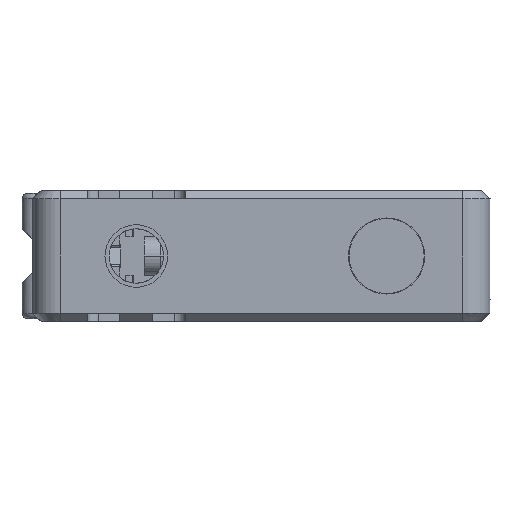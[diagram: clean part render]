
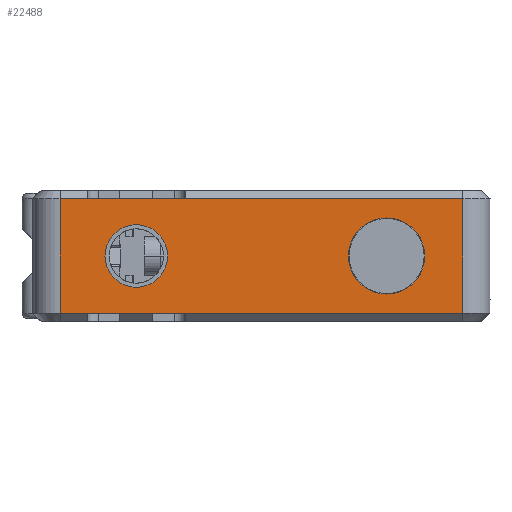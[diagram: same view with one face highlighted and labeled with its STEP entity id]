
A CAD part, left-side view. The second image highlights one B-rep face of the part: STEP entity #22488.
In plain terms, the highlighted planar face has unit normal (-1, 0, 0).
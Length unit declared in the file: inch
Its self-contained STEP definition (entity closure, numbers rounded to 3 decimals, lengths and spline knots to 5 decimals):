
#5935=DIRECTION('',(0.,-1.,0.));
#5936=VECTOR('',#5935,0.09843);
#5937=CARTESIAN_POINT('',(-1.9685,0.72835,
0.20669));
#5938=LINE('',#5937,#5936);
#5939=DIRECTION('',(0.,1.,0.));
#5940=VECTOR('',#5939,0.35433);
#5941=CARTESIAN_POINT('',(-1.9685,0.27559,
0.20669));
#5942=LINE('',#5941,#5940);
#5943=DIRECTION('',(0.,-1.,0.));
#5944=VECTOR('',#5943,1.00394);
#5945=CARTESIAN_POINT('',(-1.9685,0.27559,
0.20669));
#5946=LINE('',#5945,#5944);
#5947=DIRECTION('',(0.,0.,-1.));
#5948=VECTOR('',#5947,0.41339);
#5949=CARTESIAN_POINT('',(-1.9685,-0.72835,
0.20669));
#5950=LINE('',#5949,#5948);
#5951=DIRECTION('',(0.,1.,0.));
#5952=VECTOR('',#5951,1.00394);
#5953=CARTESIAN_POINT('',(-1.9685,-0.72835,
-0.20669));
#5954=LINE('',#5953,#5952);
#5955=DIRECTION('',(0.,1.,0.));
#5956=VECTOR('',#5955,0.35433);
#5957=CARTESIAN_POINT('',(-1.9685,0.27559,
-0.20669));
#5958=LINE('',#5957,#5956);
#5959=DIRECTION('',(0.,1.,0.));
#5960=VECTOR('',#5959,0.09843);
#5961=CARTESIAN_POINT('',(-1.9685,0.62992,
-0.20669));
#5962=LINE('',#5961,#5960);
#5963=DIRECTION('',(0.,0.,-1.));
#5964=VECTOR('',#5963,0.41339);
#5965=CARTESIAN_POINT('',(-1.9685,0.72835,
0.20669));
#5966=LINE('',#5965,#5964);
#5967=CARTESIAN_POINT('',(-1.9685,-0.45276,0.));
#5968=DIRECTION('',(1.,0.,0.));
#5969=DIRECTION('',(0.,1.,0.));
#5970=AXIS2_PLACEMENT_3D('',#5967,#5968,#5969);
#5972=CARTESIAN_POINT('',(-1.9685,-0.45276,0.));
#5973=DIRECTION('',(1.,0.,0.));
#5974=DIRECTION('',(0.,-1.,0.));
#5975=AXIS2_PLACEMENT_3D('',#5972,#5973,#5974);
#5977=CARTESIAN_POINT('',(-1.9685,0.45276,0.));
#5978=DIRECTION('',(1.,0.,0.));
#5979=DIRECTION('',(0.,1.,0.));
#5980=AXIS2_PLACEMENT_3D('',#5977,#5978,#5979);
#5982=CARTESIAN_POINT('',(-1.9685,0.45276,0.));
#5983=DIRECTION('',(1.,0.,0.));
#5984=DIRECTION('',(0.,-1.,0.));
#5985=AXIS2_PLACEMENT_3D('',#5982,#5983,#5984);
#13050=CARTESIAN_POINT('',(-1.9685,-0.31496,0.));
#13051=CARTESIAN_POINT('',(-1.9685,-0.59055,0.));
#13052=VERTEX_POINT('',#13050);
#13053=VERTEX_POINT('',#13051);
#13135=CARTESIAN_POINT('',(-1.9685,0.62992,
0.20669));
#13137=VERTEX_POINT('',#13135);
#13138=CARTESIAN_POINT('',(-1.9685,0.72835,
0.20669));
#13139=VERTEX_POINT('',#13138);
#13160=CARTESIAN_POINT('',(-1.9685,-0.72835,
0.20669));
#13161=VERTEX_POINT('',#13160);
#13162=CARTESIAN_POINT('',(-1.9685,0.27559,
0.20669));
#13164=VERTEX_POINT('',#13162);
#13167=CARTESIAN_POINT('',(-1.9685,0.27559,
-0.20669));
#13169=VERTEX_POINT('',#13167);
#13170=CARTESIAN_POINT('',(-1.9685,-0.72835,
-0.20669));
#13171=VERTEX_POINT('',#13170);
#13192=CARTESIAN_POINT('',(-1.9685,0.72835,
-0.20669));
#13193=VERTEX_POINT('',#13192);
#13194=CARTESIAN_POINT('',(-1.9685,0.62992,
-0.20669));
#13196=VERTEX_POINT('',#13194);
#13404=CARTESIAN_POINT('',(-1.9685,0.56594,0.));
#13405=CARTESIAN_POINT('',(-1.9685,0.33957,0.));
#13406=VERTEX_POINT('',#13404);
#13407=VERTEX_POINT('',#13405);
#22457=CARTESIAN_POINT('',(-1.9685,0.82677,
-0.23622));
#22458=DIRECTION('',(-1.,0.,0.));
#22459=DIRECTION('',(0.,-1.,0.));
#22460=AXIS2_PLACEMENT_3D('',#22457,#22458,#22459);
#22461=PLANE('',#22460);
#22462=ORIENTED_EDGE('',*,*,#22394,.T.);
#22463=ORIENTED_EDGE('',*,*,#22434,.F.);
#22465=ORIENTED_EDGE('',*,*,#22464,.T.);
#22467=ORIENTED_EDGE('',*,*,#22466,.T.);
#22468=ORIENTED_EDGE('',*,*,#22224,.T.);
#22470=ORIENTED_EDGE('',*,*,#22469,.T.);
#22471=ORIENTED_EDGE('',*,*,#22310,.T.);
#22473=ORIENTED_EDGE('',*,*,#22472,.F.);
#22474=EDGE_LOOP('',(#22462,#22463,#22465,#22467,#22468,#22470,#22471,#22473));
#22475=FACE_OUTER_BOUND('',#22474,.F.);
#22477=ORIENTED_EDGE('',*,*,#22476,.F.);
#22479=ORIENTED_EDGE('',*,*,#22478,.F.);
#22480=EDGE_LOOP('',(#22477,#22479));
#22481=FACE_BOUND('',#22480,.F.);
#22483=ORIENTED_EDGE('',*,*,#22482,.F.);
#22485=ORIENTED_EDGE('',*,*,#22484,.F.);
#22486=EDGE_LOOP('',(#22483,#22485));
#22487=FACE_BOUND('',#22486,.F.);
#22488=ADVANCED_FACE('',(#22475,#22481,#22487),#22461,.T.);
#5971=CIRCLE('',#5970,0.1378);
#5976=CIRCLE('',#5975,0.1378);
#5981=CIRCLE('',#5980,0.11319);
#5986=CIRCLE('',#5985,0.11319);
#22224=EDGE_CURVE('',#13171,#13169,#5954,.T.);
#22310=EDGE_CURVE('',#13196,#13193,#5962,.T.);
#22394=EDGE_CURVE('',#13139,#13137,#5938,.T.);
#22434=EDGE_CURVE('',#13164,#13137,#5942,.T.);
#22464=EDGE_CURVE('',#13164,#13161,#5946,.T.);
#22466=EDGE_CURVE('',#13161,#13171,#5950,.T.);
#22469=EDGE_CURVE('',#13169,#13196,#5958,.T.);
#22472=EDGE_CURVE('',#13139,#13193,#5966,.T.);
#22476=EDGE_CURVE('',#13052,#13053,#5971,.T.);
#22478=EDGE_CURVE('',#13053,#13052,#5976,.T.);
#22482=EDGE_CURVE('',#13406,#13407,#5981,.T.);
#22484=EDGE_CURVE('',#13407,#13406,#5986,.T.);
